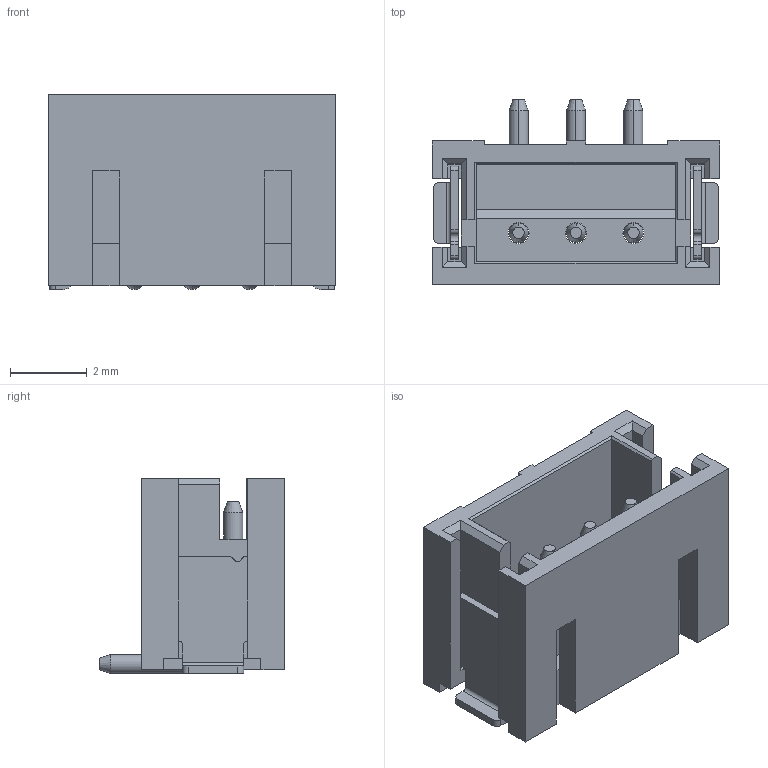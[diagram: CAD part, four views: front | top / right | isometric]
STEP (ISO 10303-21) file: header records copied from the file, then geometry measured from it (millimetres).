
FILE_DESCRIPTION(('STEP AP214'),'1');
FILE_NAME('CONN-SMD_ZH1.5-3P-LT.stp','2021-08-18T13:08:49',(' '),(' '),'Spatial InterOp 3D',' ',' ');
FILE_SCHEMA(('AUTOMOTIVE_DESIGN { 1 0 10303 214 1 1 1 1 }'));
Length unit declared in the file: millimetre
Products named in the file (1): PRT0001
Bounding box: 7.5 x 4.85 x 5.1 mm (x, y, z)
Volume: 63.1 mm3; surface area: 335.2 mm2
Topology: 6 solids, 6 shells, 298 faces, 811 edges, 528 vertices
Faces by surface type: plane 234, cylinder 46, cone 12, torus 6
Entity records: 11685 total; most frequent: CARTESIAN_POINT 1639, ORIENTED_EDGE 1622, DIRECTION 1521, EDGE_CURVE 811, LINE 701, VECTOR 701, VERTEX_POINT 528, AXIS2_PLACEMENT_3D 410
